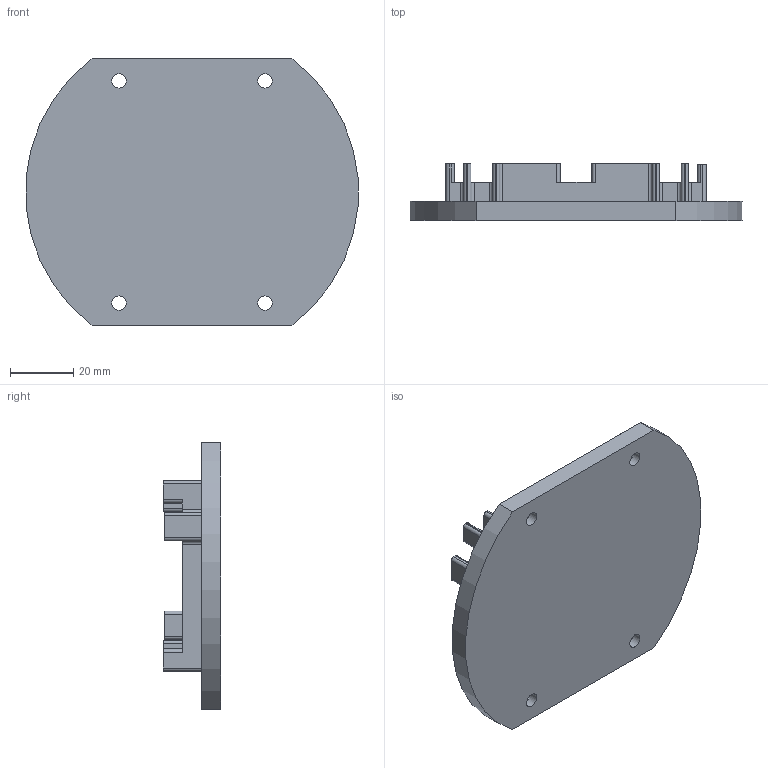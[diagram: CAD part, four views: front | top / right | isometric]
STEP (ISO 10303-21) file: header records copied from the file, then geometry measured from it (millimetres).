
FILE_DESCRIPTION(/* description */ (''),/* implementation_level */ '2;1');
FILE_NAME(/* name */ '90bfd3e3-112d-41aa-88e5-37f7d25a42ab.stp',/* time_stamp */ '2017-09-04T07:53:25+00:00',/* author */ (''),/* organization */ (''),/* preprocessor_version */ 'ST-DEVELOPER v16.13',/* originating_system */ 'Autodesk Translation Framework v6.1.1.50',/* authorisation */ '');
FILE_SCHEMA (('AUTOMOTIVE_DESIGN { 1 0 10303 214 3 1 1 }'));
Length unit declared in the file: millimetre
Products named in the file (2): bottom_base_HiTEC v13; a3_t42 v5
Assembly tree (1 placements, depth 2):
  bottom_base_HiTEC v13
    a3_t42 v5
Bounding box: 104.63 x 18 x 84 mm (x, y, z)
Volume: 59626.9 mm3; surface area: 23651.5 mm2
Topology: 1 solids, 1 shells, 144 faces, 416 edges, 276 vertices
Faces by surface type: cylinder 72, plane 72
Full cylindrical faces by diameter (mm): 4.496 x4
Entity records: 4824 total; most frequent: DIRECTION 850, CARTESIAN_POINT 835, ORIENTED_EDGE 824, EDGE_CURVE 412, AXIS2_PLACEMENT_3D 291, VERTEX_POINT 276, LINE 268, VECTOR 268
